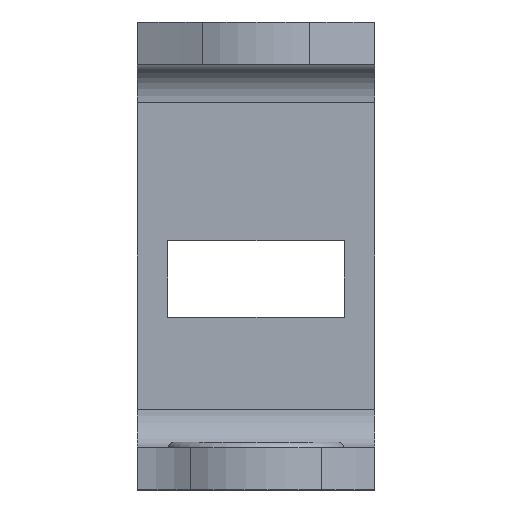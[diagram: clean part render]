
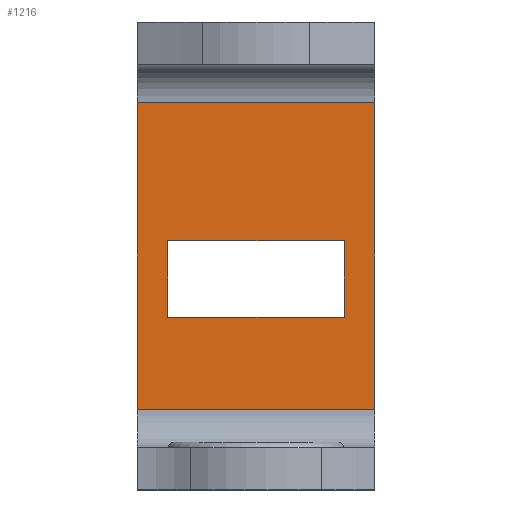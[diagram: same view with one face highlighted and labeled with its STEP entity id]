
A CAD part, left-side view. The second image highlights one B-rep face of the part: STEP entity #1216.
In plain terms, the highlighted face is planar.
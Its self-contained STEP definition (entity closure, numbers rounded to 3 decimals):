
#61=FACE_BOUND('',#241,.T.);
#97=PLANE('',#1345);
#151=FACE_OUTER_BOUND('',#240,.T.);
#240=EDGE_LOOP('',(#1057,#1058,#1059,#1060));
#241=EDGE_LOOP('',(#1061,#1062,#1063,#1064));
#337=LINE('',#1957,#451);
#348=LINE('',#1982,#462);
#351=LINE('',#1987,#465);
#353=LINE('',#1991,#467);
#355=LINE('',#1994,#469);
#357=LINE('',#2012,#471);
#359=LINE('',#2018,#473);
#360=LINE('',#2019,#474);
#451=VECTOR('',#1595,10.);
#462=VECTOR('',#1612,10.);
#465=VECTOR('',#1617,10.);
#467=VECTOR('',#1621,10.);
#469=VECTOR('',#1625,10.);
#471=VECTOR('',#1647,10.);
#473=VECTOR('',#1653,10.);
#474=VECTOR('',#1654,10.);
#611=VERTEX_POINT('',#1954);
#612=VERTEX_POINT('',#1956);
#622=VERTEX_POINT('',#1980);
#623=VERTEX_POINT('',#1981);
#624=VERTEX_POINT('',#1986);
#625=VERTEX_POINT('',#1990);
#631=VERTEX_POINT('',#2011);
#633=VERTEX_POINT('',#2017);
#753=EDGE_CURVE('',#612,#611,#337,.T.);
#765=EDGE_CURVE('',#622,#623,#348,.T.);
#768=EDGE_CURVE('',#623,#624,#351,.T.);
#770=EDGE_CURVE('',#624,#625,#353,.T.);
#772=EDGE_CURVE('',#625,#622,#355,.T.);
#780=EDGE_CURVE('',#612,#631,#357,.T.);
#783=EDGE_CURVE('',#633,#611,#359,.T.);
#784=EDGE_CURVE('',#633,#631,#360,.T.);
#1057=ORIENTED_EDGE('',*,*,#780,.F.);
#1058=ORIENTED_EDGE('',*,*,#753,.T.);
#1059=ORIENTED_EDGE('',*,*,#783,.F.);
#1060=ORIENTED_EDGE('',*,*,#784,.T.);
#1061=ORIENTED_EDGE('',*,*,#770,.T.);
#1062=ORIENTED_EDGE('',*,*,#772,.T.);
#1063=ORIENTED_EDGE('',*,*,#765,.T.);
#1064=ORIENTED_EDGE('',*,*,#768,.T.);
#1216=ADVANCED_FACE('',(#151,#61),#97,.T.);
#1345=AXIS2_PLACEMENT_3D('',#2016,#1651,#1652);
#1595=DIRECTION('',(1.,0.,0.));
#1612=DIRECTION('',(0.,-1.,0.));
#1617=DIRECTION('',(1.,0.,0.));
#1621=DIRECTION('',(0.,1.,0.));
#1625=DIRECTION('',(-1.,0.,0.));
#1647=DIRECTION('',(0.,-1.,0.));
#1651=DIRECTION('center_axis',(0.,0.,-1.));
#1652=DIRECTION('ref_axis',(-1.,0.,0.));
#1653=DIRECTION('',(0.,1.,0.));
#1654=DIRECTION('',(-1.,0.,0.));
#1954=CARTESIAN_POINT('',(48.5,31.,-3.));
#1956=CARTESIAN_POINT('',(8.5,31.,-3.));
#1957=CARTESIAN_POINT('',(57.,31.,-3.));
#1980=CARTESIAN_POINT('',(26.5,27.,-3.));
#1981=CARTESIAN_POINT('',(26.5,4.,-3.));
#1982=CARTESIAN_POINT('',(26.5,9.75,-3.));
#1986=CARTESIAN_POINT('',(36.5,4.,-3.));
#1987=CARTESIAN_POINT('',(32.5,4.,-3.));
#1990=CARTESIAN_POINT('',(36.5,27.,-3.));
#1991=CARTESIAN_POINT('',(36.5,21.25,-3.));
#1994=CARTESIAN_POINT('',(27.5,27.,-3.));
#2011=CARTESIAN_POINT('',(8.5,0.,-3.));
#2012=CARTESIAN_POINT('',(8.5,23.25,-3.));
#2016=CARTESIAN_POINT('Origin',(28.5,15.5,-3.));
#2017=CARTESIAN_POINT('',(48.5,0.,-3.));
#2018=CARTESIAN_POINT('',(48.5,7.75,-3.));
#2019=CARTESIAN_POINT('',(0.,0.,-3.));
